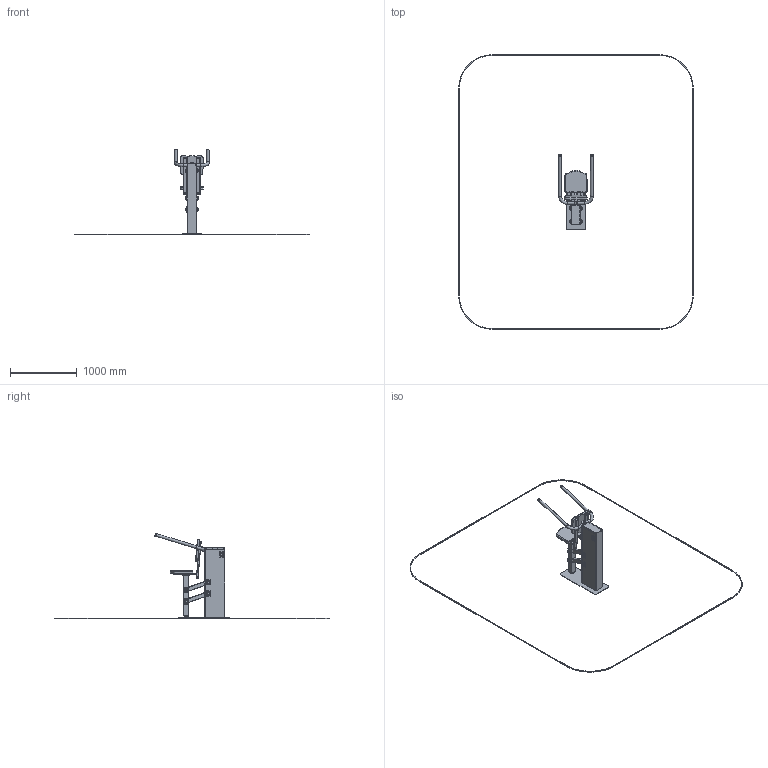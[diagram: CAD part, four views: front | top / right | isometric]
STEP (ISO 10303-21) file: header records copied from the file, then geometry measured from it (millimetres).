
FILE_DESCRIPTION(('STEP AP214'), '1');
FILE_NAME('Òðåíàæåð', '', ('UNSPECIFIED'), ('UNSPECIFIED'), 'C3D Converter', 'C3D Toolkit', '');
FILE_SCHEMA(('AUTOMOTIVE_DESIGN { 1 0 10303 214 3 1 1}'));
Length unit declared in the file: millimetre
Products named in the file (47): УТ-35-00.00.00; УТ-10.00.02.04; УТ-10.1Н.00.01.02; -3020; В-03; В-02; УТ-31.01.01.02; УТ-10.01.01.04; УТ-10.01.01.05; УТ-31.02.00.00; УТ-31.02.01.00-9016; УТ-15.03.01.03; УТ-15.03.01.02; УТ-10.02.01.03; 25-50ПЧК; СД1ЧК
Assembly tree (79 placements, depth 4):
  УТ-35-00.00.00
    (unnamed)
      УТ-10.00.02.04
      (unnamed)
      (unnamed)  x2
      (unnamed)
    (unnamed)  x10
      (unnamed)
        УТ-10.1Н.00.01.02
        (unnamed)
    (unnamed)
      -3020
        В-03
        В-02
        (unnamed)  x2
        (unnamed)
        (unnamed)
        (unnamed)
      (unnamed)  x2
    (unnamed)
      -3020
        УТ-31.01.01.02
        УТ-10.01.01.04
        УТ-10.01.01.05
      (unnamed)
    (unnamed)
      В-02  x2
      (unnamed)
    (unnamed)
      (unnamed)
        В-03
        В-02  x2
        (unnamed)
      (unnamed)  x2
        (unnamed)
        (unnamed)
        (unnamed)
        (unnamed)
    УТ-31.02.00.00
      УТ-31.02.01.00-9016
        УТ-15.03.01.03  x2
        УТ-15.03.01.02  x2
        УТ-10.02.01.03
      25-50ПЧК  x6
      СД1ЧК  x2
    (unnamed)
      (unnamed)
      (unnamed)  x2
Bounding box: 3520 x 4120 x 1281.2 mm (x, y, z)
Volume: 17492494.9 mm3; surface area: 5775889.2 mm2
Topology: 84 solids, 84 shells, 1290 faces, 2864 edges, 1758 vertices
Faces by surface type: plane 538, cylinder 358, cone 253, torus 123, sphere 18
Full cylindrical faces by diameter (mm): 6.647 x13, 8 x1, 8.5 x1, 10 x5, 14 x1, 20 x2, 27.29 x4, 30 x2, 32 x2, 36 x2, 37 x4, 39.71 x4, 42 x2, 43 x6, 47 x13, 47.5 x8, 49 x5, 55 x10, 58 x14, 60 x7, 64 x10
Entity records: 21695 total; most frequent: DIRECTION 3174, CARTESIAN_POINT 3134, ORIENTED_EDGE 2500, EDGE_CURVE 1250, AXIS2_PLACEMENT_3D 1234, EDGE_LOOP 914, VERTEX_POINT 888, LINE 706
